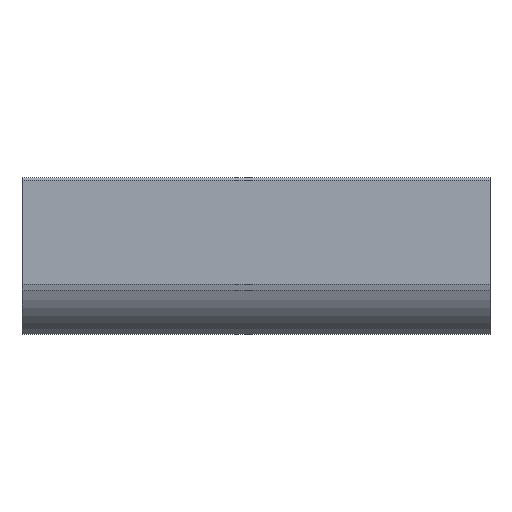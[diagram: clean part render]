
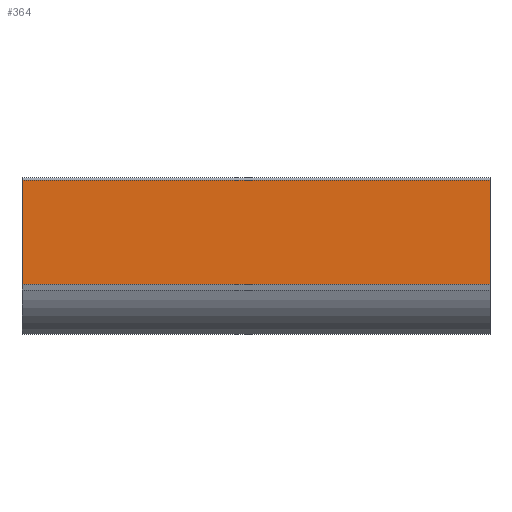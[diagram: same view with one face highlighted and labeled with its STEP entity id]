
A CAD part, top view. The second image highlights one B-rep face of the part: STEP entity #364.
In plain terms, the highlighted planar face has unit normal (0, 0, 1).
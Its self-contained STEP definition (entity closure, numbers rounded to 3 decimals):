
#39 = LINE ( 'NONE', #73, #236 ) ;
#57 = ORIENTED_EDGE ( 'NONE', *, *, #1508, .T. ) ;
#61 = AXIS2_PLACEMENT_3D ( 'NONE', #258, #2042, #2004 ) ;
#73 = CARTESIAN_POINT ( 'NONE',  ( -100., 21.916, 16.479 ) ) ;
#122 = PLANE ( 'NONE',  #61 ) ;
#178 = LINE ( 'NONE', #1398, #519 ) ;
#206 = DIRECTION ( 'NONE',  ( 1., 0., 0. ) ) ;
#213 = EDGE_CURVE ( 'NONE', #284, #1805, #178, .T. ) ;
#236 = VECTOR ( 'NONE', #206, 1000. ) ;
#258 = CARTESIAN_POINT ( 'NONE',  ( -100., 0., 16.479 ) ) ;
#284 = VERTEX_POINT ( 'NONE', #1181 ) ;
#364 = ADVANCED_FACE ( 'NONE', ( #1411 ), #122, .T. ) ;
#447 = VECTOR ( 'NONE', #1101, 1000. ) ;
#519 = VECTOR ( 'NONE', #816, 1000. ) ;
#562 = EDGE_LOOP ( 'NONE', ( #1035, #1867, #1432, #57 ) ) ;
#636 = VERTEX_POINT ( 'NONE', #715 ) ;
#678 = VERTEX_POINT ( 'NONE', #708 ) ;
#694 = LINE ( 'NONE', #828, #1541 ) ;
#708 = CARTESIAN_POINT ( 'NONE',  ( -100., -1.084, 16.479 ) ) ;
#715 = CARTESIAN_POINT ( 'NONE',  ( -100., 21.916, 16.479 ) ) ;
#816 = DIRECTION ( 'NONE',  ( 0., -1., 0. ) ) ;
#828 = CARTESIAN_POINT ( 'NONE',  ( -100., -1.084, 16.479 ) ) ;
#926 = EDGE_CURVE ( 'NONE', #636, #678, #1265, .T. ) ;
#1035 = ORIENTED_EDGE ( 'NONE', *, *, #213, .F. ) ;
#1091 = EDGE_CURVE ( 'NONE', #636, #284, #39, .T. ) ;
#1101 = DIRECTION ( 'NONE',  ( 0., -1., 0. ) ) ;
#1181 = CARTESIAN_POINT ( 'NONE',  ( 0., 21.916, 16.479 ) ) ;
#1265 = LINE ( 'NONE', #1727, #447 ) ;
#1398 = CARTESIAN_POINT ( 'NONE',  ( 0., 0., 16.479 ) ) ;
#1411 = FACE_OUTER_BOUND ( 'NONE', #562, .T. ) ;
#1432 = ORIENTED_EDGE ( 'NONE', *, *, #926, .T. ) ;
#1436 = CARTESIAN_POINT ( 'NONE',  ( 0., -1.084, 16.479 ) ) ;
#1508 = EDGE_CURVE ( 'NONE', #678, #1805, #694, .T. ) ;
#1541 = VECTOR ( 'NONE', #1772, 1000. ) ;
#1727 = CARTESIAN_POINT ( 'NONE',  ( -100., 0., 16.479 ) ) ;
#1772 = DIRECTION ( 'NONE',  ( 1., 0., 0. ) ) ;
#1805 = VERTEX_POINT ( 'NONE', #1436 ) ;
#1867 = ORIENTED_EDGE ( 'NONE', *, *, #1091, .F. ) ;
#2004 = DIRECTION ( 'NONE',  ( 0., -1., 0. ) ) ;
#2042 = DIRECTION ( 'NONE',  ( 0., 0., 1. ) ) ;
